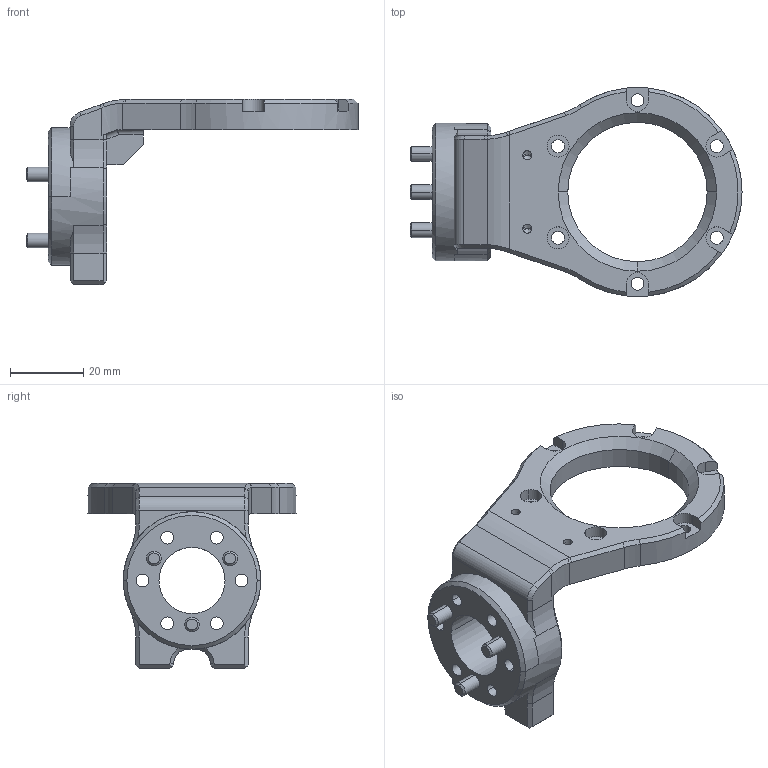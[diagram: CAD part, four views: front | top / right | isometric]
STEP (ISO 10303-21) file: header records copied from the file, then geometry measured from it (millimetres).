
FILE_DESCRIPTION (( 'STEP AP203' ), '1' );
FILE_NAME ('atom忒旋 - 萵掛 (1).STEP', '2025-07-04T09:05:07', ( 'wsy' ), ( '' ), 'SwSTEP 2.0', 'SolidWorks 2020', '' );
FILE_SCHEMA (( 'CONFIG_CONTROL_DESIGN' ));
Length unit declared in the file: millimetre
Products named in the file (1): atom忒旋 - 萵掛 (1)
Bounding box: 90.5 x 56.96 x 50.45 mm (x, y, z)
Surface area: 13629.4 mm2 (no closed solid volume)
Topology: 0 solids, 5 shells, 218 faces, 561 edges, 355 vertices
Faces by surface type: cylinder 91, plane 75, cone 46, bspline 6
Entity records: 7492 total; most frequent: CARTESIAN_POINT 2103, DIRECTION 1106, ORIENTED_EDGE 1090, EDGE_CURVE 553, AXIS2_PLACEMENT_3D 423, VERTEX_POINT 355, EDGE_LOOP 264, VECTOR 260
